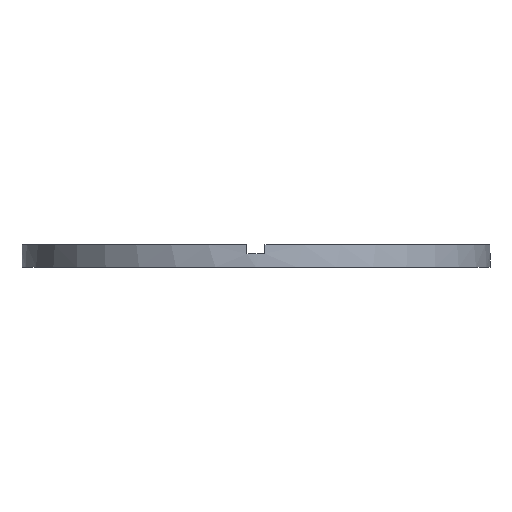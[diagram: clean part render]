
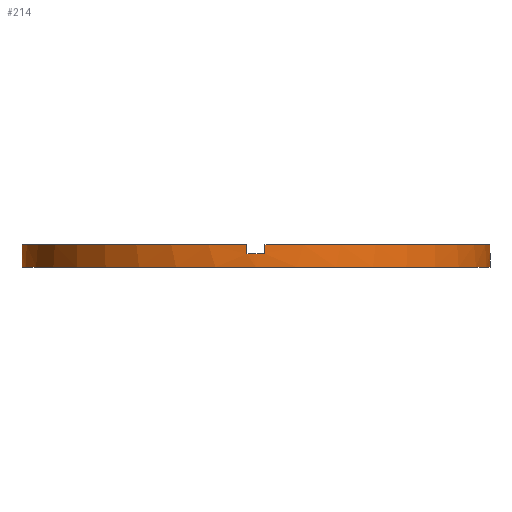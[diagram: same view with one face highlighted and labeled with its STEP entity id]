
A CAD part, front view. The second image highlights one B-rep face of the part: STEP entity #214.
In plain terms, the highlighted cylindrical face has radius 26 mm (diameter 52 mm), a partial arc.
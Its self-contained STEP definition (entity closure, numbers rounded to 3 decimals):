
#4 = ORIENTED_EDGE ( 'NONE', *, *, #764, .T. ) ;
#5 = ORIENTED_EDGE ( 'NONE', *, *, #532, .F. ) ;
#6 = EDGE_CURVE ( 'NONE', #485, #593, #371, .T. ) ;
#17 = AXIS2_PLACEMENT_3D ( 'NONE', #198, #196, #127 ) ;
#20 = DIRECTION ( 'NONE',  ( 0., 0., 1. ) ) ;
#48 = DIRECTION ( 'NONE',  ( 0., 0., -1. ) ) ;
#55 = CARTESIAN_POINT ( 'NONE',  ( 0., 0., 1.5 ) ) ;
#64 = DIRECTION ( 'NONE',  ( 0., 0., 1. ) ) ;
#80 = DIRECTION ( 'NONE',  ( 1., 0., 0. ) ) ;
#81 = VERTEX_POINT ( 'NONE', #279 ) ;
#86 = CARTESIAN_POINT ( 'NONE',  ( 0., 0., 2.5 ) ) ;
#88 = VERTEX_POINT ( 'NONE', #186 ) ;
#97 = ORIENTED_EDGE ( 'NONE', *, *, #480, .T. ) ;
#102 = VERTEX_POINT ( 'NONE', #366 ) ;
#109 = CARTESIAN_POINT ( 'NONE',  ( -26., 0., 1.5 ) ) ;
#113 = VECTOR ( 'NONE', #281, 1000. ) ;
#116 = DIRECTION ( 'NONE',  ( 0., 0., 1. ) ) ;
#120 = CIRCLE ( 'NONE', #388, 26. ) ;
#124 = LINE ( 'NONE', #716, #132 ) ;
#127 = DIRECTION ( 'NONE',  ( 1., 0., 0. ) ) ;
#132 = VECTOR ( 'NONE', #48, 1000. ) ;
#144 = CARTESIAN_POINT ( 'NONE',  ( 0., 0., 1.5 ) ) ;
#158 = DIRECTION ( 'NONE',  ( 0., 0., 1. ) ) ;
#160 = EDGE_CURVE ( 'NONE', #732, #88, #638, .T. ) ;
#162 = LINE ( 'NONE', #194, #427 ) ;
#163 = CIRCLE ( 'NONE', #344, 26. ) ;
#168 = LINE ( 'NONE', #262, #670 ) ;
#169 = EDGE_CURVE ( 'NONE', #81, #213, #369, .T. ) ;
#175 = VECTOR ( 'NONE', #431, 1000. ) ;
#186 = CARTESIAN_POINT ( 'NONE',  ( -1., -25.981, 2.5 ) ) ;
#187 = CARTESIAN_POINT ( 'NONE',  ( 1., -25.981, 2.5 ) ) ;
#190 = DIRECTION ( 'NONE',  ( 0., 0., 1. ) ) ;
#192 = EDGE_CURVE ( 'NONE', #593, #471, #120, .T. ) ;
#194 = CARTESIAN_POINT ( 'NONE',  ( -1., -25.981, 2.5 ) ) ;
#196 = DIRECTION ( 'NONE',  ( 0., 0., 1. ) ) ;
#198 = CARTESIAN_POINT ( 'NONE',  ( 0., 0., 2.5 ) ) ;
#206 = AXIS2_PLACEMENT_3D ( 'NONE', #86, #158, #628 ) ;
#213 = VERTEX_POINT ( 'NONE', #634 ) ;
#214 = ADVANCED_FACE ( 'NONE', ( #621 ), #646, .T. ) ;
#219 = EDGE_CURVE ( 'NONE', #732, #102, #652, .T. ) ;
#221 = DIRECTION ( 'NONE',  ( 0., 0., -1. ) ) ;
#225 = EDGE_CURVE ( 'NONE', #361, #310, #644, .T. ) ;
#242 = ORIENTED_EDGE ( 'NONE', *, *, #160, .F. ) ;
#261 = CARTESIAN_POINT ( 'NONE',  ( -25.981, -1., 2.5 ) ) ;
#262 = CARTESIAN_POINT ( 'NONE',  ( 25.981, -1., 2.5 ) ) ;
#279 = CARTESIAN_POINT ( 'NONE',  ( -1., -25.981, 1.5 ) ) ;
#280 = CARTESIAN_POINT ( 'NONE',  ( -26., 0., 0. ) ) ;
#281 = DIRECTION ( 'NONE',  ( 0., 0., -1. ) ) ;
#310 = VERTEX_POINT ( 'NONE', #465 ) ;
#311 = ORIENTED_EDGE ( 'NONE', *, *, #225, .F. ) ;
#330 = ORIENTED_EDGE ( 'NONE', *, *, #6, .T. ) ;
#344 = AXIS2_PLACEMENT_3D ( 'NONE', #144, #598, #440 ) ;
#353 = DIRECTION ( 'NONE',  ( 1., 0., 0. ) ) ;
#354 = EDGE_CURVE ( 'NONE', #368, #471, #124, .T. ) ;
#356 = ORIENTED_EDGE ( 'NONE', *, *, #219, .T. ) ;
#360 = EDGE_LOOP ( 'NONE', ( #763, #620, #97, #311, #585, #483, #4, #242, #356, #5, #330, #482 ) ) ;
#361 = VERTEX_POINT ( 'NONE', #654 ) ;
#366 = CARTESIAN_POINT ( 'NONE',  ( -25.981, -1., 1.5 ) ) ;
#368 = VERTEX_POINT ( 'NONE', #591 ) ;
#369 = CIRCLE ( 'NONE', #772, 26. ) ;
#371 = LINE ( 'NONE', #595, #623 ) ;
#388 = AXIS2_PLACEMENT_3D ( 'NONE', #743, #20, #80 ) ;
#406 = CARTESIAN_POINT ( 'NONE',  ( 25.981, -1., 1.5 ) ) ;
#411 = CARTESIAN_POINT ( 'NONE',  ( -25.981, -1., 2.5 ) ) ;
#412 = LINE ( 'NONE', #187, #175 ) ;
#427 = VECTOR ( 'NONE', #735, 1000. ) ;
#430 = CIRCLE ( 'NONE', #523, 26. ) ;
#431 = DIRECTION ( 'NONE',  ( 0., 0., -1. ) ) ;
#440 = DIRECTION ( 'NONE',  ( 1., 0., 0. ) ) ;
#465 = CARTESIAN_POINT ( 'NONE',  ( 25.981, -1., 2.5 ) ) ;
#471 = VERTEX_POINT ( 'NONE', #698 ) ;
#480 = EDGE_CURVE ( 'NONE', #627, #310, #168, .T. ) ;
#482 = ORIENTED_EDGE ( 'NONE', *, *, #192, .T. ) ;
#483 = ORIENTED_EDGE ( 'NONE', *, *, #169, .F. ) ;
#485 = VERTEX_POINT ( 'NONE', #109 ) ;
#502 = EDGE_CURVE ( 'NONE', #361, #213, #412, .T. ) ;
#518 = DIRECTION ( 'NONE',  ( 0., 0., -1. ) ) ;
#522 = AXIS2_PLACEMENT_3D ( 'NONE', #708, #518, #754 ) ;
#523 = AXIS2_PLACEMENT_3D ( 'NONE', #55, #190, #353 ) ;
#532 = EDGE_CURVE ( 'NONE', #485, #102, #430, .T. ) ;
#585 = ORIENTED_EDGE ( 'NONE', *, *, #502, .T. ) ;
#591 = CARTESIAN_POINT ( 'NONE',  ( 26., 0., 1.5 ) ) ;
#593 = VERTEX_POINT ( 'NONE', #280 ) ;
#595 = CARTESIAN_POINT ( 'NONE',  ( -26., 0., 2.5 ) ) ;
#598 = DIRECTION ( 'NONE',  ( 0., 0., 1. ) ) ;
#602 = CARTESIAN_POINT ( 'NONE',  ( 0., 0., 1.5 ) ) ;
#620 = ORIENTED_EDGE ( 'NONE', *, *, #769, .F. ) ;
#621 = FACE_OUTER_BOUND ( 'NONE', #360, .T. ) ;
#623 = VECTOR ( 'NONE', #221, 1000. ) ;
#627 = VERTEX_POINT ( 'NONE', #406 ) ;
#628 = DIRECTION ( 'NONE',  ( 1., 0., 0. ) ) ;
#634 = CARTESIAN_POINT ( 'NONE',  ( 1., -25.981, 1.5 ) ) ;
#638 = CIRCLE ( 'NONE', #17, 26. ) ;
#644 = CIRCLE ( 'NONE', #206, 26. ) ;
#646 = CYLINDRICAL_SURFACE ( 'NONE', #522, 26. ) ;
#652 = LINE ( 'NONE', #261, #113 ) ;
#654 = CARTESIAN_POINT ( 'NONE',  ( 1., -25.981, 2.5 ) ) ;
#670 = VECTOR ( 'NONE', #116, 1000. ) ;
#698 = CARTESIAN_POINT ( 'NONE',  ( 26., 0., 0. ) ) ;
#708 = CARTESIAN_POINT ( 'NONE',  ( 0., 0., 2.5 ) ) ;
#716 = CARTESIAN_POINT ( 'NONE',  ( 26., 0., 2.5 ) ) ;
#732 = VERTEX_POINT ( 'NONE', #411 ) ;
#735 = DIRECTION ( 'NONE',  ( 0., 0., 1. ) ) ;
#743 = CARTESIAN_POINT ( 'NONE',  ( 0., 0., 0. ) ) ;
#748 = DIRECTION ( 'NONE',  ( 1., 0., 0. ) ) ;
#754 = DIRECTION ( 'NONE',  ( -1., 0., 0. ) ) ;
#763 = ORIENTED_EDGE ( 'NONE', *, *, #354, .F. ) ;
#764 = EDGE_CURVE ( 'NONE', #81, #88, #162, .T. ) ;
#769 = EDGE_CURVE ( 'NONE', #627, #368, #163, .T. ) ;
#772 = AXIS2_PLACEMENT_3D ( 'NONE', #602, #64, #748 ) ;
